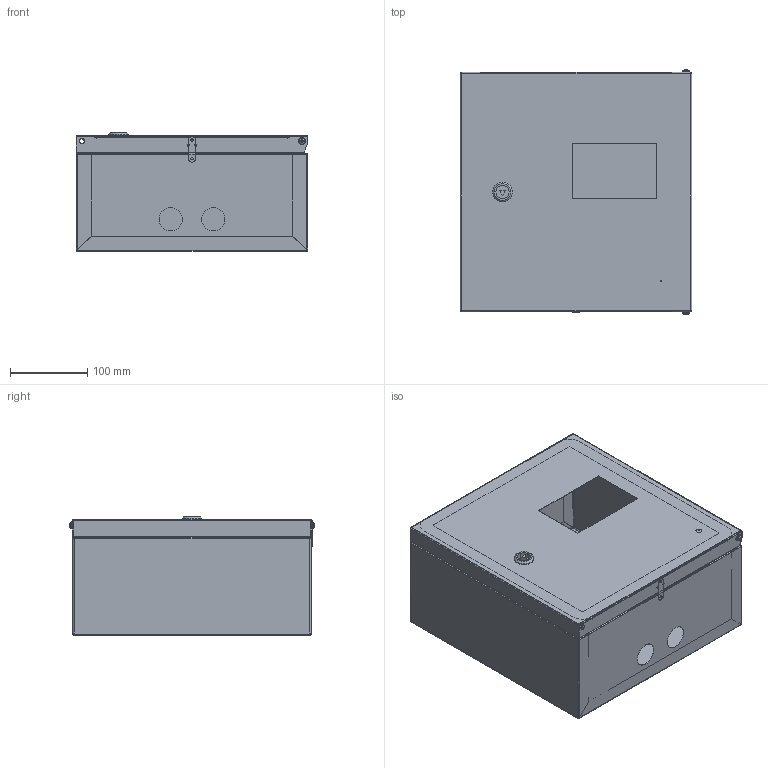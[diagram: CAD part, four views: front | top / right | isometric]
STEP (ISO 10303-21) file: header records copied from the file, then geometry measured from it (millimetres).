
FILE_DESCRIPTION (( 'STEP AP203' ), '1' );
FILE_NAME ('ÙÓ-1.1-0 (310õ300õ150) IP54 EKF Basic.STEP', '2021-07-13T08:18:06', ( '' ), ( '' ), 'SwSTEP 2.0', 'SolidWorks 2021', '' );
FILE_SCHEMA (( 'CONFIG_CONTROL_DESIGN' ));
Length unit declared in the file: millimetre
Products named in the file (23): ﾇ瑟鶴 IP54; Øïèëüêà îáìåäíåííàÿ Ì6õ20; ÙÓ-1.1-0 (310õ300õ150) IP54 EKF Basic; Ïàíåëü ìîíòàæíàÿ â ñáîðå ÌÈ-1830.03.00.000 ÑÁ; ÌÈ-463.03.00.001 Ïàíåëü ìîíòàæíàÿ; Ïåòëÿ ùó 1_1.01.01.02; Äâåðü â ñáîðå ÌÈ-1830.02.00.000 ÑÁ; Ñòåíêà çàäíÿÿ ÌÈ-1830.01.01.001; Ñòåíêà âåðõíÿÿ ÌÈ-1829.01.00.001; hex flange nut_din_Hexagon Flange Nut DIN 6923 - M6 - N; ﾄ粢 ﾌﾈ-1830.02.00.001; pan head cross recess screw_din_DIN EN ISO 7045 - M4 x 16 - Z - 16N; cross ph tapping 968_din_Screw DIN 968-ST4.2x13-C-H-N; Ñòåíêà çàäíÿÿ â ñáîðå ÌÈ-1830.01.01.000 ÑÁ; ÏÀÊ íà äâåðü ÌÈ-1830; Ñòåíêà íèæíÿÿ â ñáîðå ÌÈ-1830.01.02.000 ÑÁ; Ñòåíêà íèæíÿÿ ÌÈ-1830.01.02.001; Êîðïóñ â ñáîðå ÌÈ-1830.01.00.000 ÑÁ; Çàêëåïêà öèëèíäðè÷åñêàÿ Ì4 ÑÒ-Á ñ âíóòðåííåé ðåçüáîé_Œ8; rivet 02_din_DIN 660-5x8-St-A-2; Ïåòëÿ; Øïèëüêà Ì6õ12; DIN-ðåéêà L=60
Assembly tree (32 placements, depth 4):
  ÙÓ-1.1-0 (310õ300õ150) IP54 EKF Basic
    Êîðïóñ â ñáîðå ÌÈ-1830.01.00.000 ÑÁ
      Ñòåíêà çàäíÿÿ â ñáîðå ÌÈ-1830.01.01.000 ÑÁ
        Ñòåíêà çàäíÿÿ ÌÈ-1830.01.01.001
        Øïèëüêà îáìåäíåííàÿ Ì6õ20  x2
        Øïèëüêà Ì6õ12
      Ñòåíêà âåðõíÿÿ ÌÈ-1829.01.00.001
      Ñòåíêà íèæíÿÿ â ñáîðå ÌÈ-1830.01.02.000 ÑÁ
        Ñòåíêà íèæíÿÿ ÌÈ-1830.01.02.001
        Ïåòëÿ ùó 1_1.01.01.02
      Ïåòëÿ  x2
      rivet 02_din_DIN 660-5x8-St-A-2  x4
    Ïàíåëü ìîíòàæíàÿ â ñáîðå ÌÈ-1830.03.00.000 ÑÁ
      ÌÈ-463.03.00.001 Ïàíåëü ìîíòàæíàÿ
      DIN-ðåéêà L=60
      cross ph tapping 968_din_Screw DIN 968-ST4.2x13-C-H-N  x2
    Äâåðü â ñáîðå ÌÈ-1830.02.00.000 ÑÁ
      ﾄ粢 ﾌﾈ-1830.02.00.001
      ÏÀÊ íà äâåðü ÌÈ-1830
      Øïèëüêà Ì6õ12
      Çàêëåïêà öèëèíäðè÷åñêàÿ Ì4 ÑÒ-Á ñ âíóòðåííåé ðåçüáîé_Œ8  x2
      ﾇ瑟鶴 IP54
    hex flange nut_din_Hexagon Flange Nut DIN 6923 - M6 - N  x2
    pan head cross recess screw_din_DIN EN ISO 7045 - M4 x 16 - Z - 16N  x2
Bounding box: 300 x 317.64 x 153.7 mm (x, y, z)
Volume: 473602.4 mm3; surface area: 987554 mm2
Topology: 30 solids, 30 shells, 1197 faces, 2939 edges, 1813 vertices
Faces by surface type: plane 626, cylinder 297, bspline 144, cone 72, torus 48, sphere 10
Entity records: 31874 total; most frequent: CARTESIAN_POINT 8496, ORIENTED_EDGE 4298, DIRECTION 4221, EDGE_CURVE 2149, AXIS2_PLACEMENT_3D 1452, VERTEX_POINT 1321, VECTOR 1317, LINE 1317
